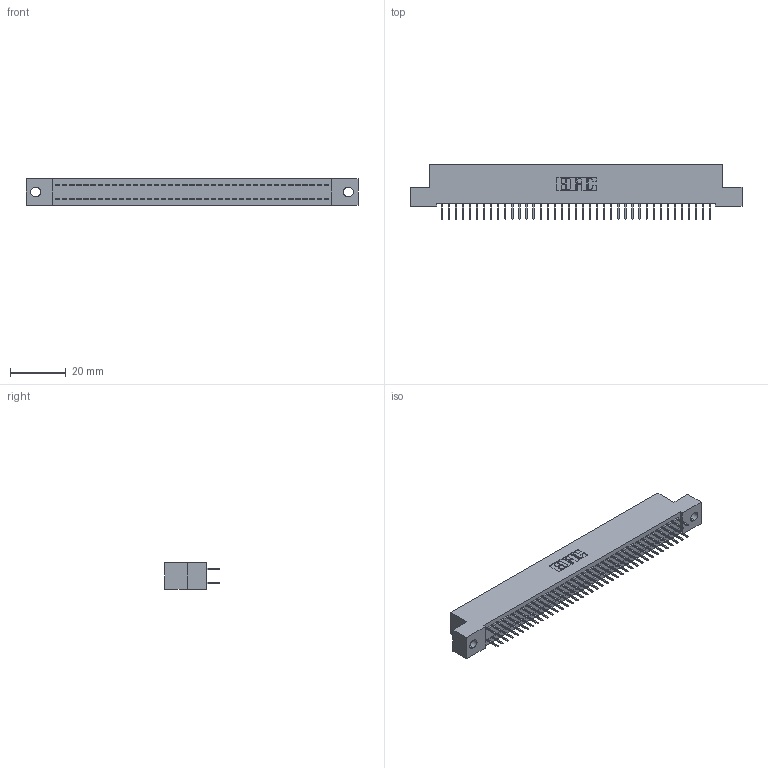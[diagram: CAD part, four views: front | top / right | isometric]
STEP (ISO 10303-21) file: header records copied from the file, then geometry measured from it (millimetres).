
FILE_DESCRIPTION (( 'STEP AP203' ), '1' );
FILE_NAME ('392-078-524-202.STEP', '2019-10-09T13:56:04', ( '' ), ( '' ), 'SwSTEP 2.0', 'SolidWorks 2016', '' );
FILE_SCHEMA (( 'CONFIG_CONTROL_DESIGN' ));
Length unit declared in the file: inch
Products named in the file (3): 342 Part_.128 Slot; 345-292-001_345-293-124; 392-078-524-202
Assembly tree (79 placements, depth 2):
  392-078-524-202
    342 Part_.128 Slot
    345-292-001_345-293-124  x78
Bounding box: 119.38 x 19.69 x 9.4 mm (x, y, z)
Volume: 10541.9 mm3; surface area: 16538.1 mm2
Topology: 79 solids, 79 shells, 4482 faces, 12713 edges, 8162 vertices
Faces by surface type: plane 3346, cylinder 1136
Entity records: 25555 total; most frequent: CARTESIAN_POINT 4238, ORIENTED_EDGE 4174, DIRECTION 3627, EDGE_CURVE 2087, VECTOR 1963, LINE 1963, VERTEX_POINT 1386, AXIS2_PLACEMENT_3D 832
